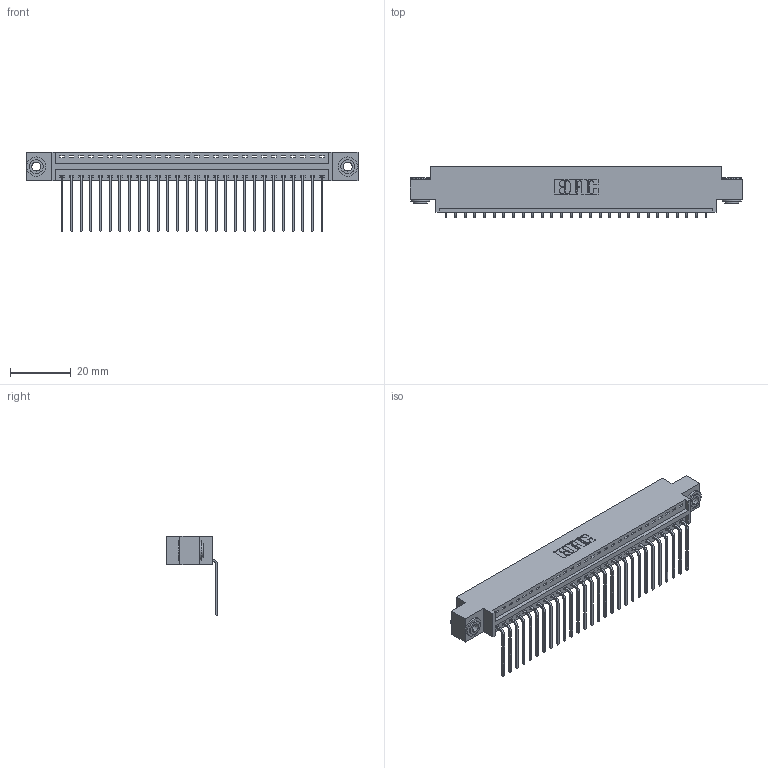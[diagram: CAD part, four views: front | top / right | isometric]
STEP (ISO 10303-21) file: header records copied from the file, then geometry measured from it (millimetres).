
FILE_DESCRIPTION (( 'STEP AP203' ), '1' );
FILE_NAME ('346-028-559-603.STEP', '2022-05-06T07:58:35', ( '' ), ( '' ), 'SwSTEP 2.0', 'SolidWorks 2020', '' );
FILE_SCHEMA (( 'CONFIG_CONTROL_DESIGN' ));
Length unit declared in the file: inch
Products named in the file (4): 346-028-559-603; 345-292-001_558 559 Tail - 1; 346 Part_0.170 Offset - 0.156 Dia-TH; 345-250-002_345-250-002-102
Assembly tree (31 placements, depth 2):
  346-028-559-603
    346 Part_0.170 Offset - 0.156 Dia-TH
    345-292-001_558 559 Tail - 1  x28
    345-250-002_345-250-002-102  x2
Bounding box: 109.47 x 17.08 x 26.16 mm (x, y, z)
Volume: 10322.6 mm3; surface area: 13719.2 mm2
Topology: 31 solids, 31 shells, 1858 faces, 5549 edges, 3658 vertices
Faces by surface type: plane 1280, cylinder 570, cone 8
Entity records: 20544 total; most frequent: CARTESIAN_POINT 3509, ORIENTED_EDGE 3462, DIRECTION 3141, EDGE_CURVE 1731, LINE 1463, VECTOR 1463, VERTEX_POINT 1150, AXIS2_PLACEMENT_3D 839
